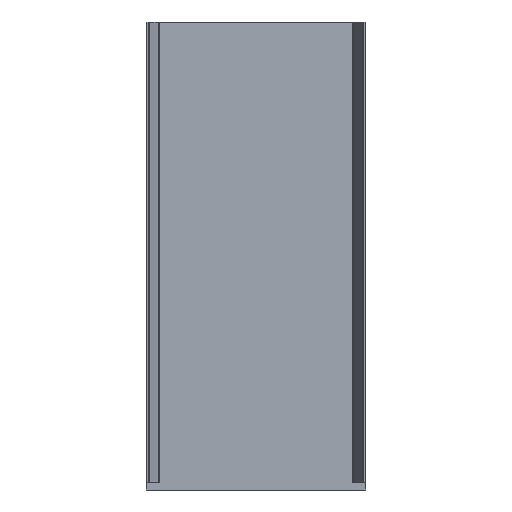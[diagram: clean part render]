
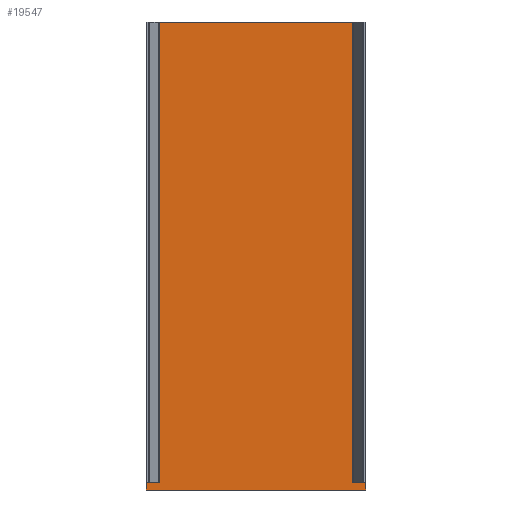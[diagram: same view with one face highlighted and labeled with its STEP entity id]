
A CAD part, left-side view. The second image highlights one B-rep face of the part: STEP entity #19547.
In plain terms, the highlighted planar face has unit normal (-1, 0, 0).
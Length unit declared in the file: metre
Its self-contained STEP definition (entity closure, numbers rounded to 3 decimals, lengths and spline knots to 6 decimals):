
#2702=ORIENTED_EDGE('',*,*,#6909,.F.);
#2703=ORIENTED_EDGE('',*,*,#6971,.T.);
#2704=ORIENTED_EDGE('',*,*,#6972,.T.);
#2705=ORIENTED_EDGE('',*,*,#6973,.T.);
#2706=ORIENTED_EDGE('',*,*,#6974,.F.);
#2707=ORIENTED_EDGE('',*,*,#6975,.F.);
#2708=ORIENTED_EDGE('',*,*,#6964,.F.);
#2709=ORIENTED_EDGE('',*,*,#6923,.F.);
#6909=EDGE_CURVE('',#9263,#9265,#11544,.T.);
#6923=EDGE_CURVE('',#9265,#9278,#11558,.T.);
#6964=EDGE_CURVE('',#9278,#9306,#11595,.T.);
#6971=EDGE_CURVE('',#9263,#9317,#11602,.T.);
#6972=EDGE_CURVE('',#9317,#9318,#11603,.T.);
#6973=EDGE_CURVE('',#9318,#9319,#11604,.T.);
#6974=EDGE_CURVE('',#9320,#9319,#11605,.T.);
#6975=EDGE_CURVE('',#9306,#9320,#11606,.T.);
#9263=VERTEX_POINT('',#28266);
#9265=VERTEX_POINT('',#28269);
#9278=VERTEX_POINT('',#28297);
#9306=VERTEX_POINT('',#28361);
#9317=VERTEX_POINT('',#28393);
#9318=VERTEX_POINT('',#28395);
#9319=VERTEX_POINT('',#28397);
#9320=VERTEX_POINT('',#28399);
#11544=LINE('',#28268,#14293);
#11558=LINE('',#28296,#14307);
#11595=LINE('',#28378,#14344);
#11602=LINE('',#28392,#14351);
#11603=LINE('',#28394,#14352);
#11604=LINE('',#28396,#14353);
#11605=LINE('',#28398,#14354);
#11606=LINE('',#28400,#14355);
#14293=VECTOR('',#23159,1.);
#14307=VECTOR('',#23175,1.);
#14344=VECTOR('',#23228,1.);
#14351=VECTOR('',#23245,1.);
#14352=VECTOR('',#23246,1.);
#14353=VECTOR('',#23247,1.);
#14354=VECTOR('',#23248,1.);
#14355=VECTOR('',#23249,1.);
#16337=EDGE_LOOP('',(#2702,#2703,#2704,#2705,#2706,#2707,#2708,#2709));
#17558=FACE_BOUND('',#16337,.T.);
#18633=PLANE('',#20494);
#19547=ADVANCED_FACE('',(#17558),#18633,.T.);
#20494=AXIS2_PLACEMENT_3D('',#28391,#23243,#23244);
#23159=DIRECTION('',(0.,1.,0.));
#23175=DIRECTION('',(0.,0.,1.));
#23228=DIRECTION('',(0.,-1.,0.));
#23243=DIRECTION('',(-1.,0.,0.));
#23244=DIRECTION('',(0.,-1.,0.));
#23245=DIRECTION('',(0.,0.,1.));
#23246=DIRECTION('',(0.,1.,0.));
#23247=DIRECTION('',(0.,0.,1.));
#23248=DIRECTION('',(0.,-1.,0.));
#23249=DIRECTION('',(0.,0.,1.));
#28266=CARTESIAN_POINT('',(-0.013813,-0.07515,-0.10655));
#28268=CARTESIAN_POINT('',(-0.013813,-0.07515,-0.10655));
#28269=CARTESIAN_POINT('',(-0.013813,-0.01285,-0.10655));
#28296=CARTESIAN_POINT('',(-0.013813,-0.01285,-0.10655));
#28297=CARTESIAN_POINT('',(-0.013813,-0.01285,-0.10455));
#28361=CARTESIAN_POINT('',(-0.013813,-0.01648,-0.10455));
#28378=CARTESIAN_POINT('',(-0.013813,-0.035575,-0.10455));
#28391=CARTESIAN_POINT('',(-0.013813,-0.02715,-0.01055));
#28392=CARTESIAN_POINT('',(-0.013813,-0.07515,-0.10655));
#28393=CARTESIAN_POINT('',(-0.013813,-0.07515,-0.10455));
#28394=CARTESIAN_POINT('',(-0.013813,-0.052425,-0.10455));
#28395=CARTESIAN_POINT('',(-0.013813,-0.07152,-0.10455));
#28396=CARTESIAN_POINT('',(-0.013813,-0.07152,0.11145));
#28397=CARTESIAN_POINT('',(-0.013813,-0.07152,0.02645));
#28398=CARTESIAN_POINT('',(-0.013813,-0.02715,0.02645));
#28399=CARTESIAN_POINT('',(-0.013813,-0.01648,0.02645));
#28400=CARTESIAN_POINT('',(-0.013813,-0.01648,0.11145));
